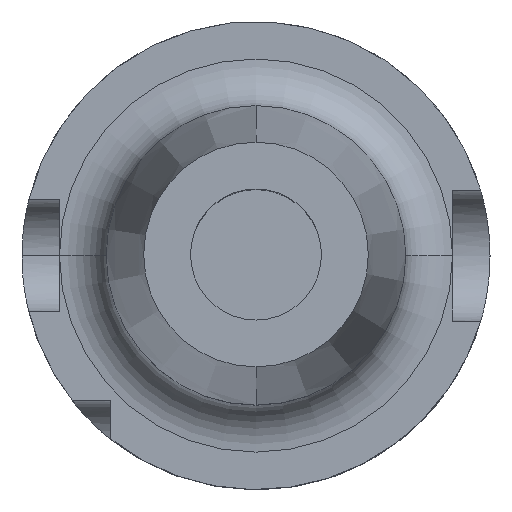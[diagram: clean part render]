
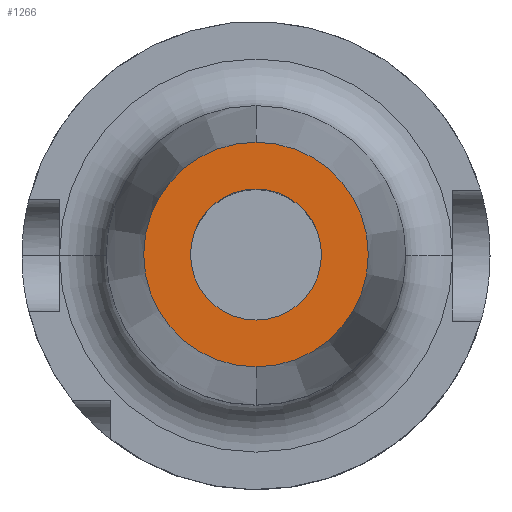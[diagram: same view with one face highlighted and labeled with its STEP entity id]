
A CAD part, top view. The second image highlights one B-rep face of the part: STEP entity #1266.
In plain terms, the highlighted planar face has unit normal (0, 0, 1).
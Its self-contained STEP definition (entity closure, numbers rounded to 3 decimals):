
#50 = FACE_BOUND ( 'NONE', #930, .T. ) ;
#60 = ORIENTED_EDGE ( 'NONE', *, *, #2314, .F. ) ;
#79 = CIRCLE ( 'NONE', #3053, 7. ) ;
#136 = VERTEX_POINT ( 'NONE', #1107 ) ;
#242 = CARTESIAN_POINT ( 'NONE',  ( 0., 0., 90. ) ) ;
#291 = ORIENTED_EDGE ( 'NONE', *, *, #2706, .F. ) ;
#308 = DIRECTION ( 'NONE',  ( 0., 1., 0. ) ) ;
#424 = AXIS2_PLACEMENT_3D ( 'NONE', #2712, #529, #2239 ) ;
#436 = AXIS2_PLACEMENT_3D ( 'NONE', #242, #737, #2444 ) ;
#464 = DIRECTION ( 'NONE',  ( 0., 1., 0. ) ) ;
#529 = DIRECTION ( 'NONE',  ( 0., 0., -1. ) ) ;
#631 = AXIS2_PLACEMENT_3D ( 'NONE', #2992, #1516, #308 ) ;
#737 = DIRECTION ( 'NONE',  ( 0., 0., 1. ) ) ;
#876 = VERTEX_POINT ( 'NONE', #1054 ) ;
#925 = DIRECTION ( 'NONE',  ( 0., 0., -1. ) ) ;
#930 = EDGE_LOOP ( 'NONE', ( #1983, #1878 ) ) ;
#970 = CIRCLE ( 'NONE', #424, 7. ) ;
#1054 = CARTESIAN_POINT ( 'NONE',  ( 0., 12., 90. ) ) ;
#1107 = CARTESIAN_POINT ( 'NONE',  ( -7., 0., 90. ) ) ;
#1199 = DIRECTION ( 'NONE',  ( 0., 0., -1. ) ) ;
#1240 = CIRCLE ( 'NONE', #1735, 12. ) ;
#1266 = ADVANCED_FACE ( 'NONE', ( #50, #2498 ), #1453, .T. ) ;
#1358 = DIRECTION ( 'NONE',  ( -1., 0., 0. ) ) ;
#1453 = PLANE ( 'NONE',  #436 ) ;
#1516 = DIRECTION ( 'NONE',  ( 0., 0., -1. ) ) ;
#1685 = CARTESIAN_POINT ( 'NONE',  ( 0., -12., 90. ) ) ;
#1735 = AXIS2_PLACEMENT_3D ( 'NONE', #3144, #1199, #464 ) ;
#1878 = ORIENTED_EDGE ( 'NONE', *, *, #3068, .T. ) ;
#1983 = ORIENTED_EDGE ( 'NONE', *, *, #2679, .T. ) ;
#1993 = CARTESIAN_POINT ( 'NONE',  ( 7., 0., 90. ) ) ;
#2239 = DIRECTION ( 'NONE',  ( -1., 0., 0. ) ) ;
#2276 = EDGE_LOOP ( 'NONE', ( #291, #60 ) ) ;
#2314 = EDGE_CURVE ( 'NONE', #2514, #876, #1240, .T. ) ;
#2444 = DIRECTION ( 'NONE',  ( 0., -1., 0. ) ) ;
#2498 = FACE_OUTER_BOUND ( 'NONE', #2276, .T. ) ;
#2514 = VERTEX_POINT ( 'NONE', #1685 ) ;
#2679 = EDGE_CURVE ( 'NONE', #136, #3138, #970, .T. ) ;
#2706 = EDGE_CURVE ( 'NONE', #876, #2514, #3152, .T. ) ;
#2712 = CARTESIAN_POINT ( 'NONE',  ( 0., 0., 90. ) ) ;
#2992 = CARTESIAN_POINT ( 'NONE',  ( 0., 0., 90. ) ) ;
#3053 = AXIS2_PLACEMENT_3D ( 'NONE', #3108, #925, #1358 ) ;
#3068 = EDGE_CURVE ( 'NONE', #3138, #136, #79, .T. ) ;
#3108 = CARTESIAN_POINT ( 'NONE',  ( 0., 0., 90. ) ) ;
#3138 = VERTEX_POINT ( 'NONE', #1993 ) ;
#3144 = CARTESIAN_POINT ( 'NONE',  ( 0., 0., 90. ) ) ;
#3152 = CIRCLE ( 'NONE', #631, 12. ) ;
